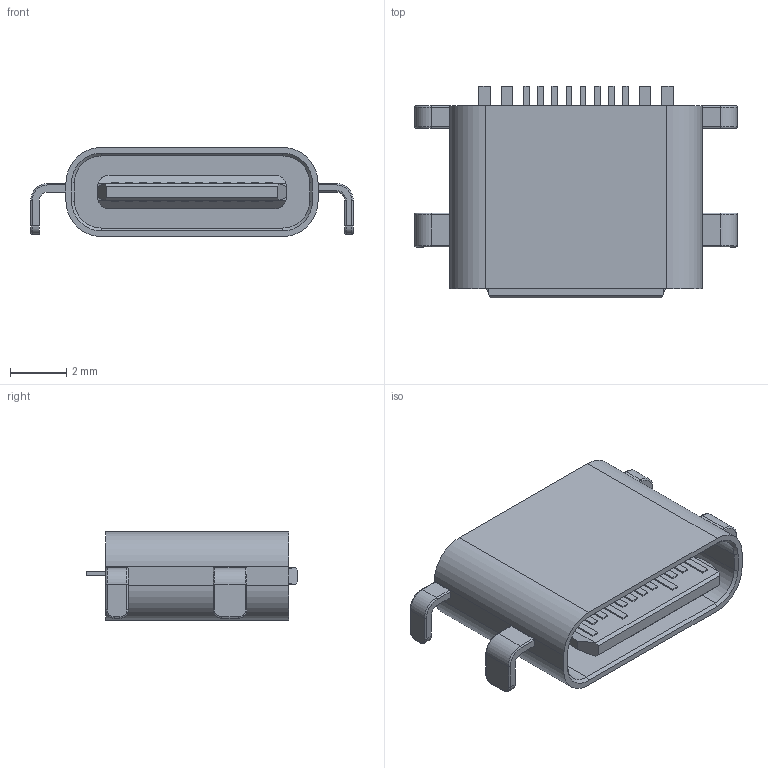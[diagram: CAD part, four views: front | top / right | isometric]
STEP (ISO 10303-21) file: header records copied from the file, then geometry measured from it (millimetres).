
FILE_DESCRIPTION(('HOOPS Exchange Step'),'2;1');
FILE_NAME('temp_export','2024-05-18T21:32:23+20:00',('mobile'),('Shapr3D Limited'),'HOOPS Exchange 2024.2','Shapr3D','Authorized');
FILE_SCHEMA( ('AUTOMOTIVE_DESIGN { 1 0 10303 214 1 1 1 1 }') );
Length unit declared in the file: millimetre
Products named in the file (4): Shroud:1; Plastic Body & Connector:1; HRO TYPE-C-31-M-14.step; root
Assembly tree (3 placements, depth 3):
  root
    HRO TYPE-C-31-M-14.step
      Shroud:1
      Plastic Body & Connector:1
Bounding box: 11.45 x 7.52 x 3.16 mm (x, y, z)
Volume: 117.2 mm3; surface area: 479.6 mm2
Topology: 18 solids, 18 shells, 339 faces, 838 edges, 536 vertices
Faces by surface type: plane 241, cylinder 66, torus 24, cone 4, bspline 4
Entity records: 10225 total; most frequent: CARTESIAN_POINT 1985, ORIENTED_EDGE 1676, DIRECTION 1648, EDGE_CURVE 838, VECTOR 666, LINE 666, VERTEX_POINT 536, AXIS2_PLACEMENT_3D 491
